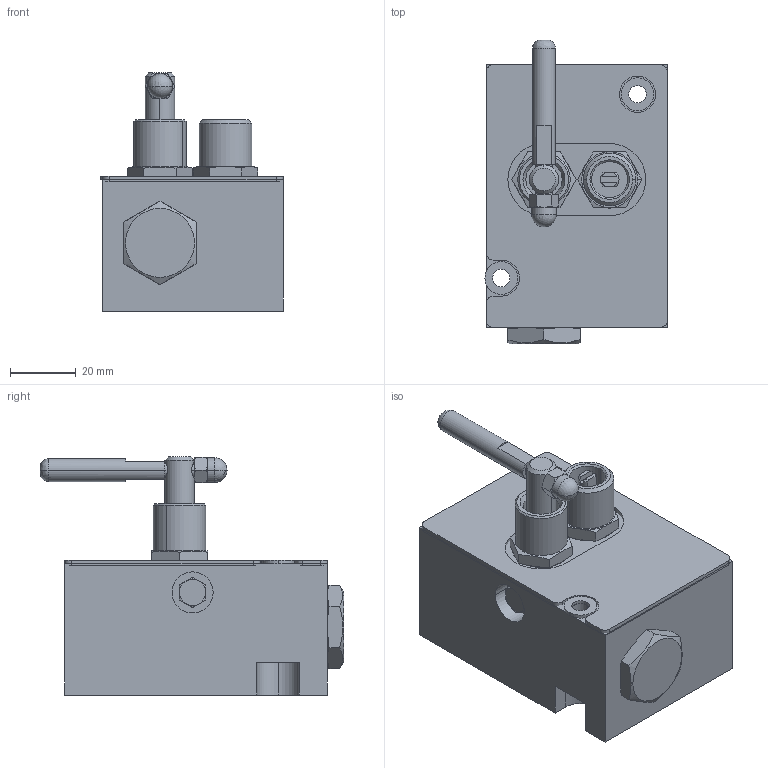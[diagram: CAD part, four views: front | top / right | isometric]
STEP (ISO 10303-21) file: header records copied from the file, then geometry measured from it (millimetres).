
FILE_DESCRIPTION((''),'2;1');
FILE_NAME('7500-MAN_ASM','2018-05-24T',('dpinkerton'),(''),'PRO/ENGINEER BY PARAMETRIC TECHNOLOGY CORPORATION, 2015440','PRO/ENGINEER BY PARAMETRIC TECHNOLOGY CORPORATION, 2015440','');
FILE_SCHEMA(('CONFIG_CONTROL_DESIGN'));
Length unit declared in the file: millimetre
Products named in the file (5): 104-5037; 104-5037_ASM; M5_WASHER_93475A240; 7054LC-B; 7500-MAN_ASM
Assembly tree (5 placements, depth 3):
  7500-MAN_ASM
    104-5037_ASM
      104-5037
    M5_WASHER_93475A240  x2
    7054LC-B
Bounding box: 55.5 x 92.46 x 72.5 mm (x, y, z)
Volume: 5536.5 mm3; surface area: 35747.6 mm2
Topology: 3 solids, 12 shells, 230 faces, 589 edges, 381 vertices
Faces by surface type: plane 109, cone 56, cylinder 48, extrusion 13, bspline 2, sphere 2
Entity records: 11128 total; most frequent: CARTESIAN_POINT 2514, ORIENTED_EDGE 1072, DIRECTION 1068, PRESENTATION_STYLE_ASSIGNMENT 784, STYLED_ITEM 597, CURVE_STYLE 586, EDGE_CURVE 573, AXIS2_PLACEMENT_3D 388
